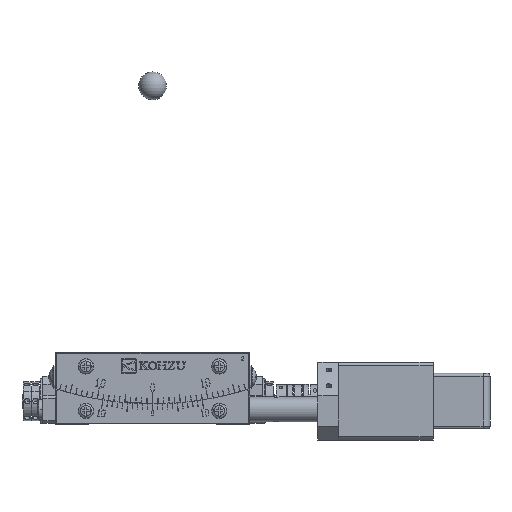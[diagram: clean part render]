
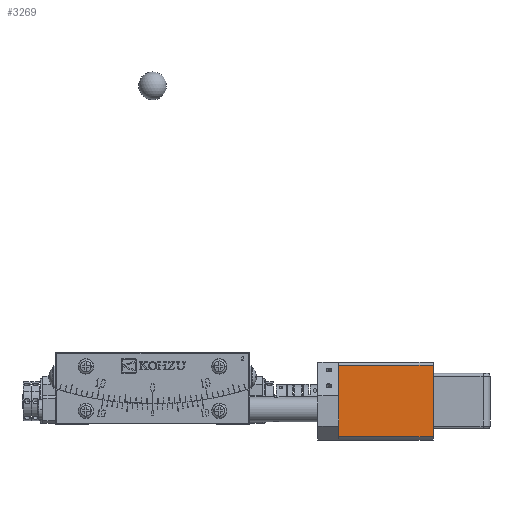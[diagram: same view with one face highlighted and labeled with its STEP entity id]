
A CAD part, front view. The second image highlights one B-rep face of the part: STEP entity #3269.
In plain terms, the highlighted planar face has unit normal (0, -1, 0).
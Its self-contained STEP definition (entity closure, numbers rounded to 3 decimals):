
#3269=ADVANCED_FACE('',(#33483),#33482,.T.);
#33482=PLANE('',#54584);
#33483=FACE_OUTER_BOUND('',#54585,.T.);
#54581=CARTESIAN_POINT('',(63.6,-14.,-6.914));
#54582=DIRECTION('',(0.,-1.,0.));
#54583=DIRECTION('',(1.,0.,0.));
#54584=AXIS2_PLACEMENT_3D('',#54581,#54582,#54583);
#54585=EDGE_LOOP('',(#70321,#70322,#70323,#70324));
#70321=ORIENTED_EDGE('',*,*,#78135,.T.);
#70322=ORIENTED_EDGE('',*,*,#78020,.T.);
#70323=ORIENTED_EDGE('',*,*,#78136,.T.);
#70324=ORIENTED_EDGE('',*,*,#78129,.F.);
#78020=EDGE_CURVE('',#126696,#126739,#126746,.T.);
#78129=EDGE_CURVE('',#127471,#127478,#127479,.T.);
#78135=EDGE_CURVE('',#127471,#126696,#127518,.T.);
#78136=EDGE_CURVE('',#126739,#127478,#127524,.T.);
#126696=VERTEX_POINT('',#159668);
#126739=VERTEX_POINT('',#159696);
#126746=LINE('',#159701,#159702);
#127471=VERTEX_POINT('',#160175);
#127478=VERTEX_POINT('',#160180);
#127479=LINE('',#160181,#160182);
#127518=LINE('',#160204,#160205);
#127524=LINE('',#160207,#160208);
#159668=CARTESIAN_POINT('',(67.,-14.,21.345));
#159696=CARTESIAN_POINT('',(67.,-14.,-4.345));
#159701=CARTESIAN_POINT('',(67.,-14.,21.345));
#159702=VECTOR('',#159703,25.69);
#159703=DIRECTION('',(0.,0.,-1.));
#160175=CARTESIAN_POINT('',(101.,-14.,21.345));
#160180=CARTESIAN_POINT('',(101.,-14.,-4.345));
#160181=CARTESIAN_POINT('',(101.,-14.,21.345));
#160182=VECTOR('',#160183,25.69);
#160183=DIRECTION('',(0.,0.,-1.));
#160204=CARTESIAN_POINT('',(101.,-14.,21.345));
#160205=VECTOR('',#160206,34.);
#160206=DIRECTION('',(-1.,0.,0.));
#160207=CARTESIAN_POINT('',(67.,-14.,-4.345));
#160208=VECTOR('',#160209,34.);
#160209=DIRECTION('',(1.,0.,0.));
